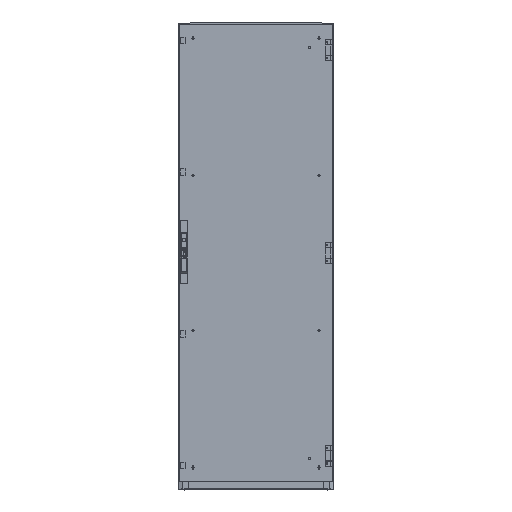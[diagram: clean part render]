
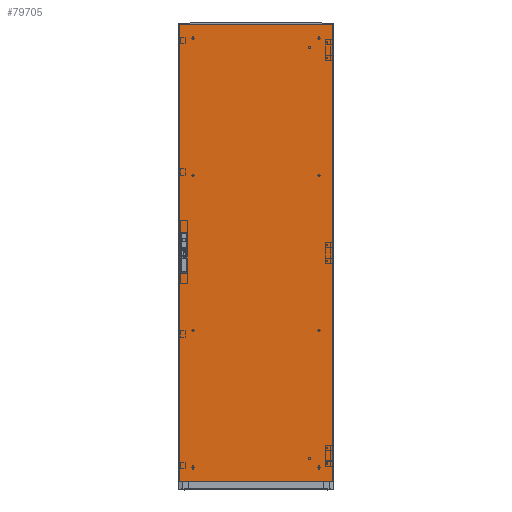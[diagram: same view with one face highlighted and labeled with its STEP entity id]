
A CAD part, top view. The second image highlights one B-rep face of the part: STEP entity #79705.
In plain terms, the highlighted planar face has unit normal (0, 0, 1).
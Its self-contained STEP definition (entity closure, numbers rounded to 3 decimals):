
#98 = EDGE_CURVE ( 'NONE', #78151, #74334, #72955, .T. ) ;
#3716 = CARTESIAN_POINT ( 'NONE',  ( -293.4, 78.5, 0. ) ) ;
#4841 = EDGE_CURVE ( 'NONE', #96096, #78151, #30008, .T. ) ;
#5159 = ORIENTED_EDGE ( 'NONE', *, *, #41861, .F. ) ;
#6124 = ORIENTED_EDGE ( 'NONE', *, *, #73545, .T. ) ;
#9192 = CARTESIAN_POINT ( 'NONE',  ( -297., 883.5, 0. ) ) ;
#10318 = LINE ( 'NONE', #3716, #34399 ) ;
#11195 = FACE_OUTER_BOUND ( 'NONE', #69319, .T. ) ;
#11249 = LINE ( 'NONE', #61196, #56533 ) ;
#14273 = VERTEX_POINT ( 'NONE', #75773 ) ;
#14460 = EDGE_LOOP ( 'NONE', ( #59123, #75090, #106519, #5159 ) ) ;
#15786 = LINE ( 'NONE', #17312, #100768 ) ;
#17312 = CARTESIAN_POINT ( 'NONE',  ( -297., 883.5, 0. ) ) ;
#17881 = DIRECTION ( 'NONE',  ( 0., -1., 0. ) ) ;
#18944 = EDGE_CURVE ( 'NONE', #14273, #64196, #27215, .T. ) ;
#19716 = LINE ( 'NONE', #72063, #89046 ) ;
#24901 = CARTESIAN_POINT ( 'NONE',  ( 0., 0., 0. ) ) ;
#25674 = CARTESIAN_POINT ( 'NONE',  ( 297., -883.5, 0. ) ) ;
#27215 = LINE ( 'NONE', #68835, #48410 ) ;
#30008 = LINE ( 'NONE', #116073, #93671 ) ;
#30091 = EDGE_CURVE ( 'NONE', #52254, #51599, #10318, .T. ) ;
#30513 = VECTOR ( 'NONE', #58191, 1000. ) ;
#33997 = DIRECTION ( 'NONE',  ( 0., 0., 1. ) ) ;
#34399 = VECTOR ( 'NONE', #93998, 1000. ) ;
#37396 = CARTESIAN_POINT ( 'NONE',  ( -293.4, 78.5, 0. ) ) ;
#38060 = ORIENTED_EDGE ( 'NONE', *, *, #98, .T. ) ;
#39227 = EDGE_CURVE ( 'NONE', #51599, #64196, #97464, .T. ) ;
#40805 = EDGE_CURVE ( 'NONE', #46538, #96096, #15786, .T. ) ;
#41861 = EDGE_CURVE ( 'NONE', #52254, #14273, #19716, .T. ) ;
#43937 = DIRECTION ( 'NONE',  ( 1., 0., 0. ) ) ;
#46047 = CARTESIAN_POINT ( 'NONE',  ( 297., 883.5, 0. ) ) ;
#46538 = VERTEX_POINT ( 'NONE', #9192 ) ;
#48410 = VECTOR ( 'NONE', #104898, 1000. ) ;
#49348 = VECTOR ( 'NONE', #68073, 1000. ) ;
#51599 = VERTEX_POINT ( 'NONE', #90566 ) ;
#52254 = VERTEX_POINT ( 'NONE', #37396 ) ;
#56533 = VECTOR ( 'NONE', #70356, 1000. ) ;
#58191 = DIRECTION ( 'NONE',  ( 0., 1., 0. ) ) ;
#59123 = ORIENTED_EDGE ( 'NONE', *, *, #30091, .T. ) ;
#61196 = CARTESIAN_POINT ( 'NONE',  ( -297., 883.5, 0. ) ) ;
#62393 = DIRECTION ( 'NONE',  ( 0., -1., 0. ) ) ;
#64196 = VERTEX_POINT ( 'NONE', #115259 ) ;
#68073 = DIRECTION ( 'NONE',  ( 0., -1., 0. ) ) ;
#68440 = CARTESIAN_POINT ( 'NONE',  ( -263., 0., 0. ) ) ;
#68835 = CARTESIAN_POINT ( 'NONE',  ( -293.4, -78.5, 0. ) ) ;
#69319 = EDGE_LOOP ( 'NONE', ( #38060, #6124, #110030, #89688 ) ) ;
#70356 = DIRECTION ( 'NONE',  ( -1., 0., 0. ) ) ;
#72063 = CARTESIAN_POINT ( 'NONE',  ( -293.4, 0., 0. ) ) ;
#72955 = LINE ( 'NONE', #96517, #30513 ) ;
#73545 = EDGE_CURVE ( 'NONE', #74334, #46538, #11249, .T. ) ;
#74334 = VERTEX_POINT ( 'NONE', #46047 ) ;
#75090 = ORIENTED_EDGE ( 'NONE', *, *, #39227, .T. ) ;
#75773 = CARTESIAN_POINT ( 'NONE',  ( -293.4, -78.5, 0. ) ) ;
#78151 = VERTEX_POINT ( 'NONE', #25674 ) ;
#79090 = PLANE ( 'NONE',  #80398 ) ;
#79705 = ADVANCED_FACE ( 'NONE', ( #104685, #11195 ), #79090, .T. ) ;
#80398 = AXIS2_PLACEMENT_3D ( 'NONE', #24901, #33997, #97287 ) ;
#89046 = VECTOR ( 'NONE', #17881, 1000. ) ;
#89688 = ORIENTED_EDGE ( 'NONE', *, *, #4841, .T. ) ;
#90566 = CARTESIAN_POINT ( 'NONE',  ( -263., 78.5, 0. ) ) ;
#93671 = VECTOR ( 'NONE', #43937, 1000. ) ;
#93998 = DIRECTION ( 'NONE',  ( 1., 0., 0. ) ) ;
#96096 = VERTEX_POINT ( 'NONE', #103791 ) ;
#96517 = CARTESIAN_POINT ( 'NONE',  ( 297., 883.5, 0. ) ) ;
#97287 = DIRECTION ( 'NONE',  ( 1., 0., 0. ) ) ;
#97464 = LINE ( 'NONE', #68440, #49348 ) ;
#100768 = VECTOR ( 'NONE', #62393, 1000. ) ;
#103791 = CARTESIAN_POINT ( 'NONE',  ( -297., -883.5, 0. ) ) ;
#104685 = FACE_BOUND ( 'NONE', #14460, .T. ) ;
#104898 = DIRECTION ( 'NONE',  ( 1., 0., 0. ) ) ;
#106519 = ORIENTED_EDGE ( 'NONE', *, *, #18944, .F. ) ;
#110030 = ORIENTED_EDGE ( 'NONE', *, *, #40805, .T. ) ;
#115259 = CARTESIAN_POINT ( 'NONE',  ( -263., -78.5, 0. ) ) ;
#116073 = CARTESIAN_POINT ( 'NONE',  ( -297., -883.5, 0. ) ) ;
